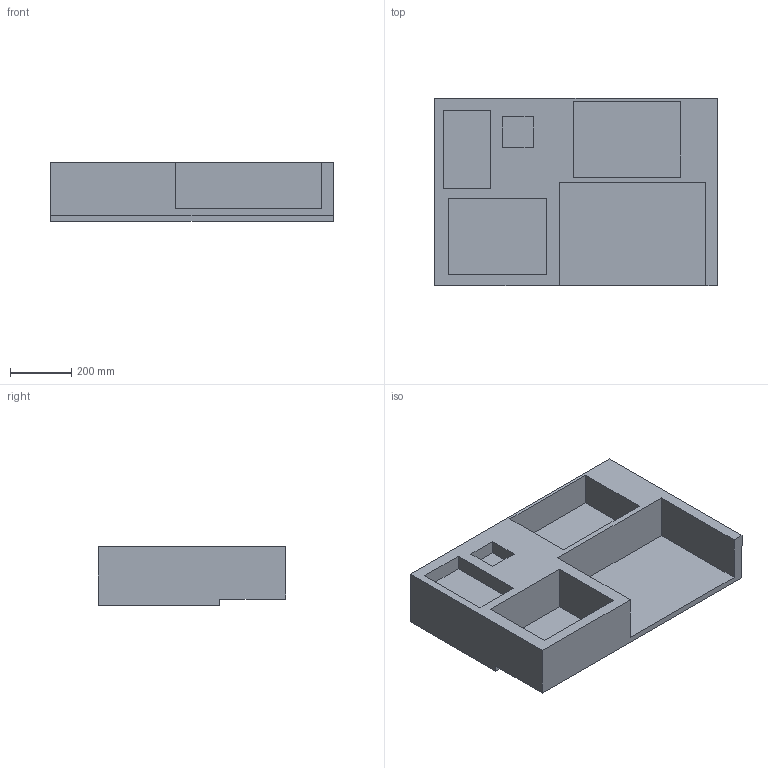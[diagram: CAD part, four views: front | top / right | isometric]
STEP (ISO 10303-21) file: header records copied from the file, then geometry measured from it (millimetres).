
FILE_DESCRIPTION (( 'STEP AP214' ), '1' );
FILE_NAME ('MS001-C.07.007SL.1.1 MS001-C躂眊湴紩蹬3.step', '2021-08-27T12:19:58', ( '' ), ( '' ), 'SwSTEP 2.0', 'SolidWorks 2016', '' );
FILE_SCHEMA (( 'AUTOMOTIVE_DESIGN' ));
Length unit declared in the file: millimetre
Products named in the file (1): MS001-C.07.007SL.1.1 MS001-C躂眊湴紩蹬3
Bounding box: 920 x 610 x 190 mm (x, y, z)
Volume: 54718795 mm3; surface area: 2156820 mm2
Topology: 1 solids, 1 shells, 32 faces, 78 edges, 52 vertices
Faces by surface type: plane 32
Entity records: 956 total; most frequent: CARTESIAN_POINT 163, ORIENTED_EDGE 156, DIRECTION 144, EDGE_CURVE 78, LINE 78, VECTOR 78, VERTEX_POINT 52, EDGE_LOOP 36
